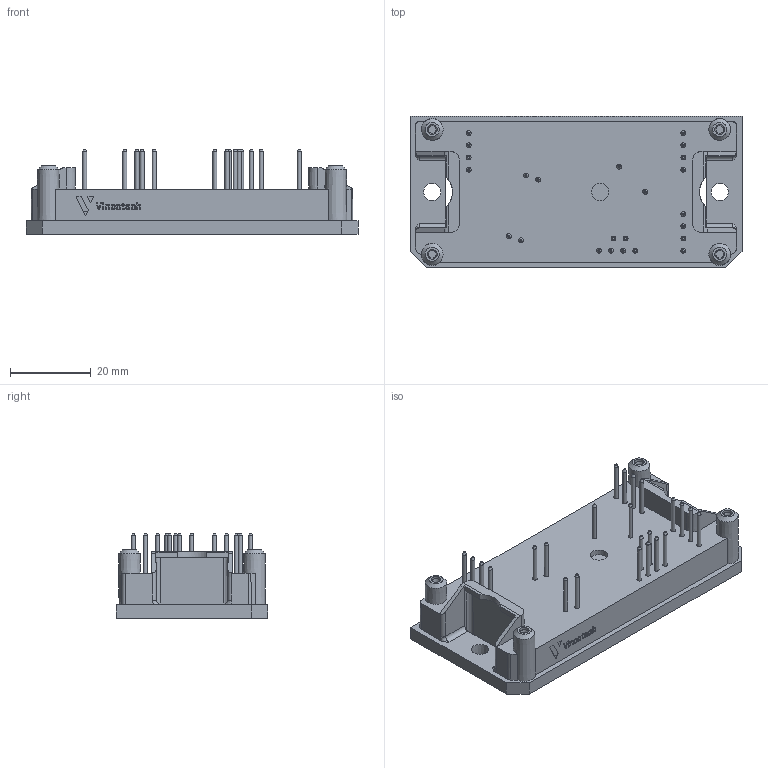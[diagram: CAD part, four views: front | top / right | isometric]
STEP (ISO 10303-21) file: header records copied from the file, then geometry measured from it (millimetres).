
FILE_DESCRIPTION(/* description */ ('Unknown'),/* implementation_level */ '2;1');
FILE_NAME(/* name */ 'Flow1-4T17W-LG20(240)-01-OL',/* time_stamp */ '2017-09-15T10:37:54+02:00',/* author */ ('Unknown'),/* organization */ ('Unknown'),/* preprocessor_version */ 'ST-DEVELOPER v16.7',/* originating_system */ 'DEX',/* authorisation */ $);
FILE_SCHEMA (('AUTOMOTIVE_DESIGN {1 0 10303 214 3 1 1}'));
Length unit declared in the file: millimetre
Products named in the file (1): Flow1-4T17W-LG20-01-OL
Bounding box: 82 x 37.4 x 21.23 mm (x, y, z)
Volume: 28471 mm3; surface area: 12549.4 mm2
Topology: 12 solids, 12 shells, 488 faces, 1240 edges, 831 vertices
Faces by surface type: plane 261, bspline 80, cone 76, cylinder 71
Full cylindrical faces by diameter (mm): 1 x24, 1.2 x24, 2.4 x4, 4.3 x1
Entity records: 16791 total; most frequent: CARTESIAN_POINT 4055, ORIENTED_EDGE 2072, DIRECTION 1924, EDGE_CURVE 1036, VERTEX_POINT 746, EDGE_LOOP 674, FACE_BOUND 674, AXIS2_PLACEMENT_3D 655
